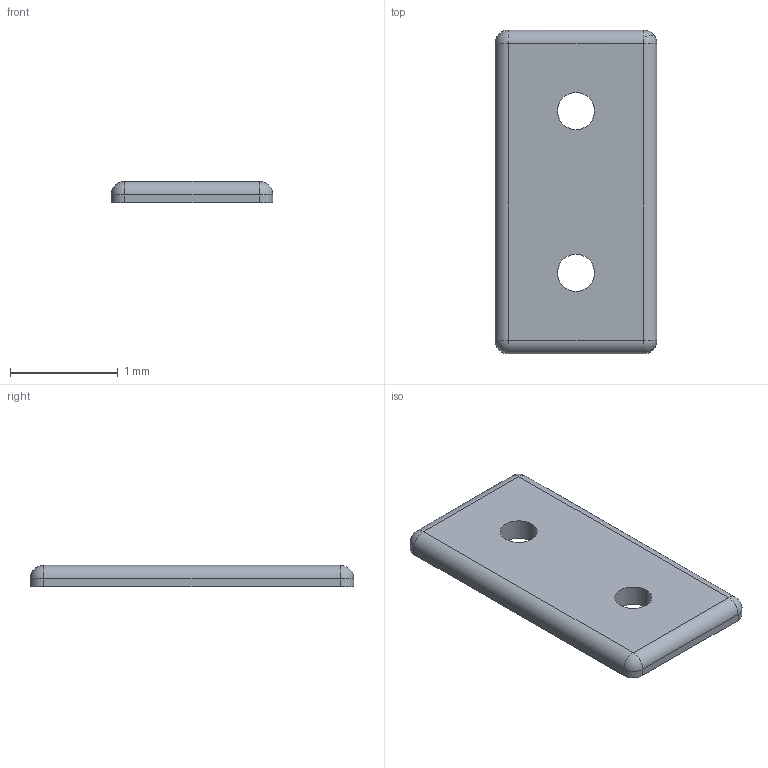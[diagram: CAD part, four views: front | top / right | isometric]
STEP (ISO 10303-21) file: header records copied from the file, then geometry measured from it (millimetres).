
FILE_DESCRIPTION((''),'2;1');
FILE_NAME('15AC7930.stp','2015-07-16T10:31:57',(''),(''),'Mechanical Desktop 2011','Mechanical Desktop 2011',', , ');
FILE_SCHEMA(('CONFIG_CONTROL_DESIGN'));
Length unit declared in the file: millimetre
Products named in the file (1): Product
Bounding box: 1.5 x 3 x 0.2 mm (x, y, z)
Volume: 0.8 mm3; surface area: 10.3 mm2
Topology: 1 solids, 1 shells, 23 faces, 56 edges, 33 vertices
Faces by surface type: cylinder 12, plane 6, sphere 5
Entity records: 769 total; most frequent: DIRECTION 132, CARTESIAN_POINT 111, ORIENTED_EDGE 108, AXIS2_PLACEMENT_3D 54, EDGE_CURVE 54, VERTEX_POINT 33, CIRCLE 30, EDGE_LOOP 27
